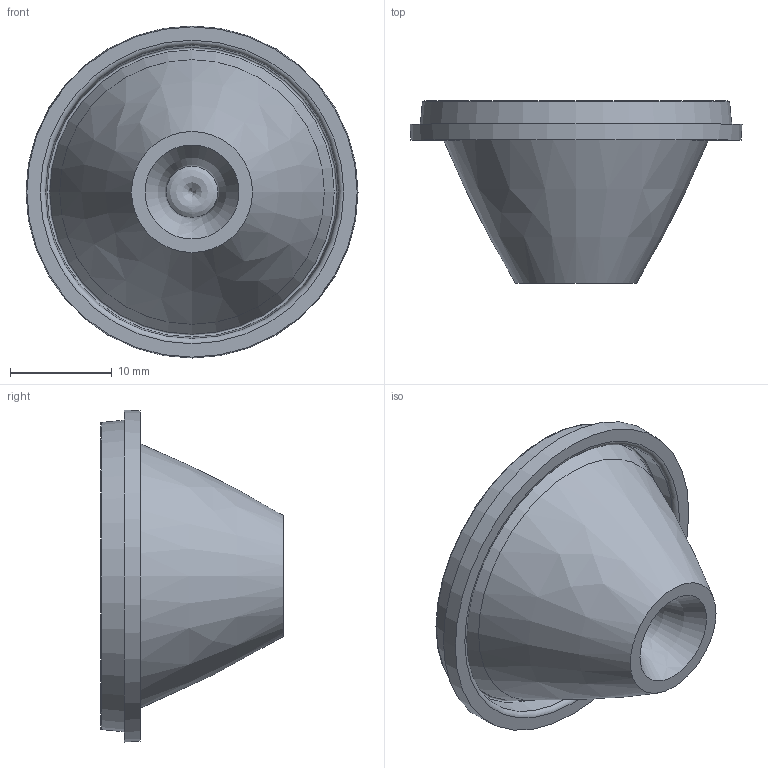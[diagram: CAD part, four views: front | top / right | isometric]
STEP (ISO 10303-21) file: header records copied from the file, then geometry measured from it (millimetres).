
FILE_DESCRIPTION(('STEP AP203'),'1');
FILE_NAME('201103_LLC25x- commercial .stp','2020-11-03T10:18:53',(' '),(' '),'Spatial InterOp 3D',' ',' ');
FILE_SCHEMA(('CONFIG_CONTROL_DESIGN'));
Length unit declared in the file: millimetre
Products named in the file (1): 201103_LLC25x-  commercial 
Bounding box: 32.64 x 17.9 x 32.64 mm (x, y, z)
Volume: 6421.3 mm3; surface area: 2968.1 mm2
Topology: 1 solids, 1 shells, 15 faces, 28 edges, 16 vertices
Faces by surface type: cone 6, bspline 3, torus 3, plane 3
Entity records: 439 total; most frequent: CARTESIAN_POINT 127, DIRECTION 54, EDGE_LOOP 28, ORIENTED_EDGE 28, AXIS2_PLACEMENT_3D 27, FACE_OUTER_BOUND 19, VERTEX_POINT 16, ADVANCED_FACE 15
